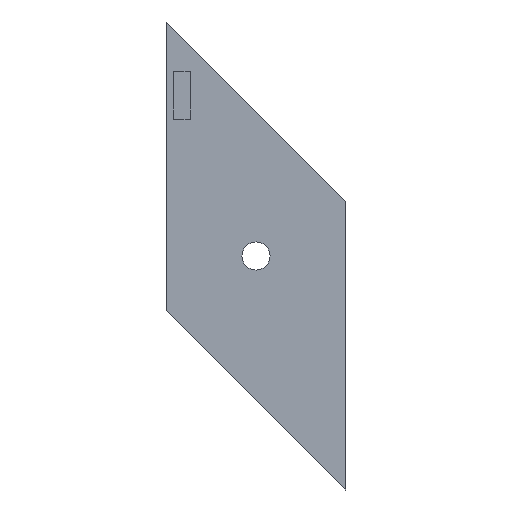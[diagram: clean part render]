
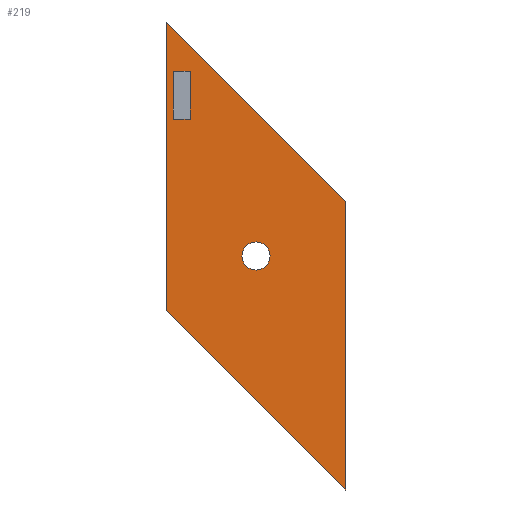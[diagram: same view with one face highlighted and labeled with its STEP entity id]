
A CAD part, left-side view. The second image highlights one B-rep face of the part: STEP entity #219.
In plain terms, the highlighted planar face has unit normal (-1, 0, 0).
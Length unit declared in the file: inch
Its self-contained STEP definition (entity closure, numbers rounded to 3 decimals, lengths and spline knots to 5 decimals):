
#16=FACE_BOUND('',#46,.T.);
#17=FACE_BOUND('',#47,.T.);
#18=CIRCLE('',#240,0.5);
#32=FACE_OUTER_BOUND('',#45,.T.);
#45=EDGE_LOOP('',(#188,#189,#190,#191));
#46=EDGE_LOOP('',(#192,#193,#194,#195));
#47=EDGE_LOOP('',(#196));
#48=LINE('',#307,#73);
#52=LINE('',#315,#77);
#55=LINE('',#321,#80);
#58=LINE('',#326,#83);
#61=LINE('',#338,#86);
#65=LINE('',#346,#90);
#68=LINE('',#352,#93);
#71=LINE('',#357,#96);
#73=VECTOR('',#252,0.3937);
#77=VECTOR('',#258,0.3937);
#80=VECTOR('',#263,0.3937);
#83=VECTOR('',#268,0.3937);
#86=VECTOR('',#281,0.3937);
#90=VECTOR('',#287,0.3937);
#93=VECTOR('',#292,0.3937);
#96=VECTOR('',#297,0.3937);
#98=VERTEX_POINT('',#305);
#99=VERTEX_POINT('',#306);
#102=VERTEX_POINT('',#314);
#104=VERTEX_POINT('',#320);
#106=VERTEX_POINT('',#330);
#108=VERTEX_POINT('',#336);
#109=VERTEX_POINT('',#337);
#112=VERTEX_POINT('',#345);
#114=VERTEX_POINT('',#351);
#116=EDGE_CURVE('',#98,#99,#48,.T.);
#120=EDGE_CURVE('',#102,#98,#52,.T.);
#123=EDGE_CURVE('',#104,#102,#55,.T.);
#126=EDGE_CURVE('',#99,#104,#58,.T.);
#128=EDGE_CURVE('',#106,#106,#18,.T.);
#131=EDGE_CURVE('',#108,#109,#61,.T.);
#135=EDGE_CURVE('',#109,#112,#65,.T.);
#138=EDGE_CURVE('',#112,#114,#68,.T.);
#141=EDGE_CURVE('',#114,#108,#71,.T.);
#188=ORIENTED_EDGE('',*,*,#141,.T.);
#189=ORIENTED_EDGE('',*,*,#131,.T.);
#190=ORIENTED_EDGE('',*,*,#135,.T.);
#191=ORIENTED_EDGE('',*,*,#138,.T.);
#192=ORIENTED_EDGE('',*,*,#116,.T.);
#193=ORIENTED_EDGE('',*,*,#126,.T.);
#194=ORIENTED_EDGE('',*,*,#123,.T.);
#195=ORIENTED_EDGE('',*,*,#120,.T.);
#196=ORIENTED_EDGE('',*,*,#128,.T.);
#207=PLANE('',#247);
#219=ADVANCED_FACE('',(#32,#16,#17),#207,.F.);
#240=AXIS2_PLACEMENT_3D('',#331,#274,#275);
#247=AXIS2_PLACEMENT_3D('',#360,#301,#302);
#252=DIRECTION('',(0.,1.,0.));
#258=DIRECTION('',(0.,0.,-1.));
#263=DIRECTION('',(0.,-1.,0.));
#268=DIRECTION('',(0.,0.,1.));
#274=DIRECTION('center_axis',(1.,0.,0.));
#275=DIRECTION('ref_axis',(0.,0.,1.));
#281=DIRECTION('',(0.,0.,1.));
#287=DIRECTION('',(0.,0.707,0.707));
#292=DIRECTION('',(0.,0.,-1.));
#297=DIRECTION('',(0.,-0.707,-0.707));
#301=DIRECTION('center_axis',(1.,0.,0.));
#302=DIRECTION('ref_axis',(0.,0.,-1.));
#305=CARTESIAN_POINT('',(0.,5.51396,2.91396));
#306=CARTESIAN_POINT('',(0.,6.11396,2.91396));
#307=CARTESIAN_POINT('',(0.,4.34797,2.91396));
#314=CARTESIAN_POINT('',(0.,5.51396,4.61396));
#315=CARTESIAN_POINT('',(0.,5.51396,1.33547));
#320=CARTESIAN_POINT('',(0.,6.11396,4.61396));
#321=CARTESIAN_POINT('',(0.,4.64797,4.61396));
#326=CARTESIAN_POINT('',(0.,6.11396,0.48547));
#330=CARTESIAN_POINT('',(0.,3.18198,-2.44302));
#331=CARTESIAN_POINT('Origin',(0.,3.18198,-1.94302));
#336=CARTESIAN_POINT('',(0.,0.,-10.25));
#337=CARTESIAN_POINT('',(0.,0.,0.));
#338=CARTESIAN_POINT('',(0.,0.,-10.25));
#345=CARTESIAN_POINT('',(0.,6.36396,6.36396));
#346=CARTESIAN_POINT('',(0.,0.,0.));
#351=CARTESIAN_POINT('',(0.,6.36396,-3.88604));
#352=CARTESIAN_POINT('',(0.,6.36396,6.36396));
#357=CARTESIAN_POINT('',(0.,6.36396,-3.88604));
#360=CARTESIAN_POINT('Origin',(0.,3.18198,-1.94302));
